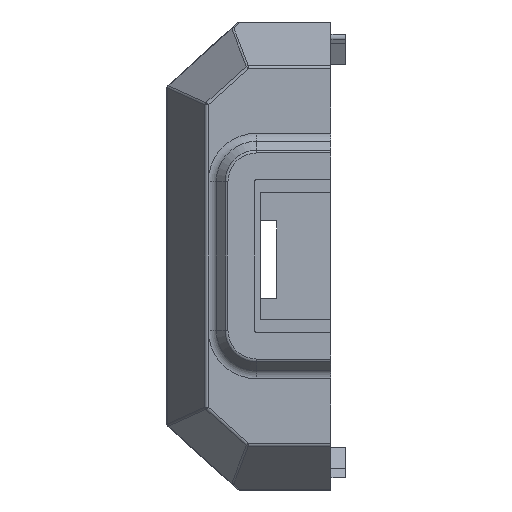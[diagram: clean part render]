
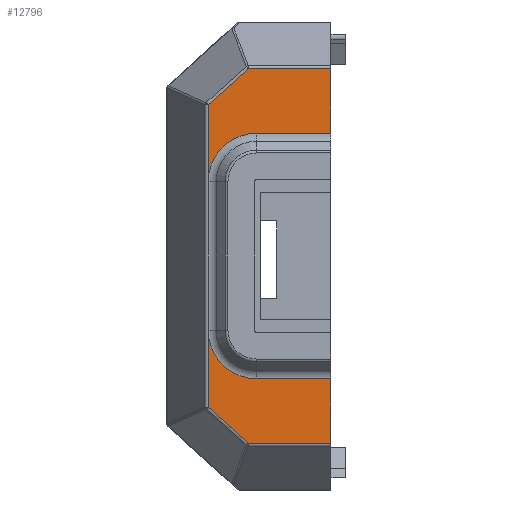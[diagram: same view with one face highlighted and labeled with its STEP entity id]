
A CAD part, front view. The second image highlights one B-rep face of the part: STEP entity #12796.
In plain terms, the highlighted planar face has unit normal (0, -1, 0).
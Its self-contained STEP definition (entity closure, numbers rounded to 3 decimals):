
#5114=CARTESIAN_POINT('Vertex',(-3.991,-50.5,-21.318)) ;
#5154=CARTESIAN_POINT('Vertex',(-3.991,-50.5,21.318)) ;
#5225=CARTESIAN_POINT('Vertex',(1.682,-50.5,26.423)) ;
#7893=CARTESIAN_POINT('Vertex',(1.682,-50.5,-26.423)) ;
#9463=CARTESIAN_POINT('Vertex',(-3.962,-50.5,-10.5)) ;
#9470=CARTESIAN_POINT('Vertex',(-3.962,-50.5,10.5)) ;
#9473=CARTESIAN_POINT('Line Origine',(-3.962,-50.5,0.)) ;
#9494=CARTESIAN_POINT('Vertex',(2.85,-50.5,-17.312)) ;
#9497=CARTESIAN_POINT('Axis2P3D Location',(2.85,-50.5,-10.5)) ;
#9514=CARTESIAN_POINT('Line Origine',(-1.154,-50.5,-23.87)) ;
#9531=CARTESIAN_POINT('Line Origine',(-3.991,-50.5,0.)) ;
#9548=CARTESIAN_POINT('Line Origine',(-1.154,-50.5,23.87)) ;
#9565=CARTESIAN_POINT('Axis2P3D Location',(2.85,-50.5,10.5)) ;
#9569=CARTESIAN_POINT('Vertex',(2.85,-50.5,17.312)) ;
#9593=CARTESIAN_POINT('Vertex',(13.35,-50.5,17.312)) ;
#9596=CARTESIAN_POINT('Line Origine',(8.1,-50.5,17.312)) ;
#9613=CARTESIAN_POINT('Line Origine',(7.516,-50.5,26.423)) ;
#9617=CARTESIAN_POINT('Vertex',(13.35,-50.5,26.423)) ;
#11935=CARTESIAN_POINT('Vertex',(13.35,-50.5,-17.312)) ;
#11938=CARTESIAN_POINT('Line Origine',(8.1,-50.5,-17.312)) ;
#11959=CARTESIAN_POINT('Vertex',(13.35,-50.5,-26.423)) ;
#11962=CARTESIAN_POINT('Line Origine',(7.516,-50.5,-26.423)) ;
#12767=CARTESIAN_POINT('Axis2P3D Location',(-1.,-50.5,0.)) ;
#12772=CARTESIAN_POINT('Line Origine',(13.35,-50.5,0.)) ;
#12777=CARTESIAN_POINT('Line Origine',(13.35,-50.5,0.)) ;
#9474=DIRECTION('Vector Direction',(0.,0.,-1.)) ;
#9498=DIRECTION('Axis2P3D Direction',(-0.,1.,0.)) ;
#9515=DIRECTION('Vector Direction',(0.743,0.,-0.669)) ;
#9532=DIRECTION('Vector Direction',(0.,0.,1.)) ;
#9549=DIRECTION('Vector Direction',(0.743,0.,0.669)) ;
#9566=DIRECTION('Axis2P3D Direction',(0.,1.,0.)) ;
#9597=DIRECTION('Vector Direction',(1.,0.,0.)) ;
#9614=DIRECTION('Vector Direction',(-1.,0.,0.)) ;
#11939=DIRECTION('Vector Direction',(-1.,0.,0.)) ;
#11963=DIRECTION('Vector Direction',(-1.,0.,0.)) ;
#12768=DIRECTION('Axis2P3D Direction',(0.,1.,-0.)) ;
#12769=DIRECTION('Axis2P3D XDirection',(-1.,0.,0.)) ;
#12773=DIRECTION('Vector Direction',(0.,0.,1.)) ;
#12778=DIRECTION('Vector Direction',(0.,0.,1.)) ;
#9499=AXIS2_PLACEMENT_3D('Circle Axis2P3D',#9497,#9498,$) ;
#9567=AXIS2_PLACEMENT_3D('Circle Axis2P3D',#9565,#9566,$) ;
#12770=AXIS2_PLACEMENT_3D('Plane Axis2P3D',#12767,#12768,#12769) ;
#12783=ORIENTED_EDGE('',*,*,#12776,.T.) ;
#12784=ORIENTED_EDGE('',*,*,#9619,.T.) ;
#12785=ORIENTED_EDGE('',*,*,#9552,.F.) ;
#12786=ORIENTED_EDGE('',*,*,#9535,.F.) ;
#12787=ORIENTED_EDGE('',*,*,#9518,.T.) ;
#12788=ORIENTED_EDGE('',*,*,#11966,.F.) ;
#12789=ORIENTED_EDGE('',*,*,#12781,.T.) ;
#12790=ORIENTED_EDGE('',*,*,#11942,.T.) ;
#12791=ORIENTED_EDGE('',*,*,#9501,.T.) ;
#12792=ORIENTED_EDGE('',*,*,#9477,.F.) ;
#12793=ORIENTED_EDGE('',*,*,#9571,.T.) ;
#12794=ORIENTED_EDGE('',*,*,#9600,.T.) ;
#9475=VECTOR('Line Direction',#9474,1.) ;
#9516=VECTOR('Line Direction',#9515,1.) ;
#9533=VECTOR('Line Direction',#9532,1.) ;
#9550=VECTOR('Line Direction',#9549,1.) ;
#9598=VECTOR('Line Direction',#9597,1.) ;
#9615=VECTOR('Line Direction',#9614,1.) ;
#11940=VECTOR('Line Direction',#11939,1.) ;
#11964=VECTOR('Line Direction',#11963,1.) ;
#12774=VECTOR('Line Direction',#12773,1.) ;
#12779=VECTOR('Line Direction',#12778,1.) ;
#12796=ADVANCED_FACE('LASS BOX ver3 (PCB side)',(#12795),#12771,.F.) ;
#9500=CIRCLE('generated circle',#9499,6.812) ;
#9568=CIRCLE('generated circle',#9567,6.812) ;
#9477=EDGE_CURVE('',#9471,#9464,#9476,.T.) ;
#9501=EDGE_CURVE('',#9495,#9464,#9500,.T.) ;
#9518=EDGE_CURVE('',#5115,#7894,#9517,.T.) ;
#9535=EDGE_CURVE('',#5115,#5155,#9534,.T.) ;
#9552=EDGE_CURVE('',#5155,#5226,#9551,.T.) ;
#9571=EDGE_CURVE('',#9471,#9570,#9568,.T.) ;
#9600=EDGE_CURVE('',#9570,#9594,#9599,.T.) ;
#9619=EDGE_CURVE('',#9618,#5226,#9616,.T.) ;
#11942=EDGE_CURVE('',#11936,#9495,#11941,.T.) ;
#11966=EDGE_CURVE('',#11960,#7894,#11965,.T.) ;
#12776=EDGE_CURVE('',#9594,#9618,#12775,.T.) ;
#12781=EDGE_CURVE('',#11960,#11936,#12780,.T.) ;
#12782=EDGE_LOOP('',(#12783,#12784,#12785,#12786,#12787,#12788,#12789,#12790,#12791,#12792,#12793,#12794)) ;
#12795=FACE_OUTER_BOUND('',#12782,.T.) ;
#9476=LINE('Line',#9473,#9475) ;
#9517=LINE('Line',#9514,#9516) ;
#9534=LINE('Line',#9531,#9533) ;
#9551=LINE('Line',#9548,#9550) ;
#9599=LINE('Line',#9596,#9598) ;
#9616=LINE('Line',#9613,#9615) ;
#11941=LINE('Line',#11938,#11940) ;
#11965=LINE('Line',#11962,#11964) ;
#12775=LINE('Line',#12772,#12774) ;
#12780=LINE('Line',#12777,#12779) ;
#12771=PLANE('',#12770) ;
#5115=VERTEX_POINT('',#5114) ;
#5155=VERTEX_POINT('',#5154) ;
#5226=VERTEX_POINT('',#5225) ;
#7894=VERTEX_POINT('',#7893) ;
#9464=VERTEX_POINT('',#9463) ;
#9471=VERTEX_POINT('',#9470) ;
#9495=VERTEX_POINT('',#9494) ;
#9570=VERTEX_POINT('',#9569) ;
#9594=VERTEX_POINT('',#9593) ;
#9618=VERTEX_POINT('',#9617) ;
#11936=VERTEX_POINT('',#11935) ;
#11960=VERTEX_POINT('',#11959) ;
